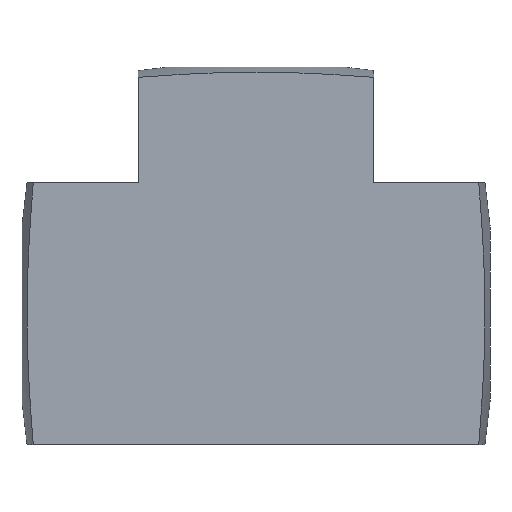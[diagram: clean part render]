
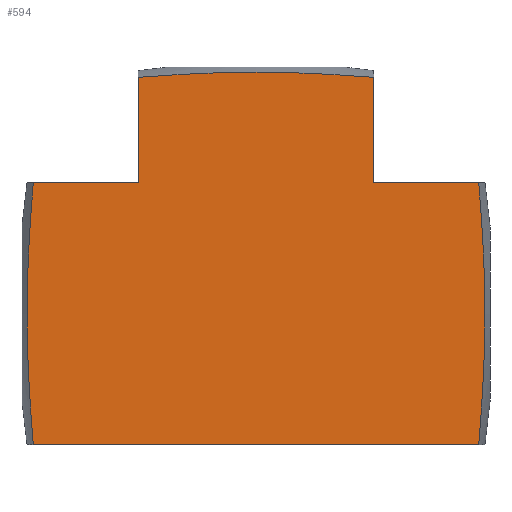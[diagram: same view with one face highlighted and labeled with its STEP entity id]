
A CAD part, left-side view. The second image highlights one B-rep face of the part: STEP entity #594.
In plain terms, the highlighted planar face has unit normal (-1, 0, 0).
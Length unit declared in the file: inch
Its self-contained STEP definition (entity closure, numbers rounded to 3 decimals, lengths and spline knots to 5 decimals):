
#263=CARTESIAN_POINT('',(-0.28,0.,-0.01069));
#264=VERTEX_POINT('',#263);
#271=CARTESIAN_POINT('',(-0.28,-0.2515,-0.02182));
#272=VERTEX_POINT('',#271);
#273=CARTESIAN_POINT('',(-0.28,-0.2515,-0.02182));
#274=CARTESIAN_POINT('',(-0.28,-0.10729,-0.01069));
#275=CARTESIAN_POINT('',(-0.28,0.,-0.01069));
#283=(BOUNDED_CURVE()B_SPLINE_CURVE(2,(#273,#274,#275),.UNSPECIFIED.,.F.,.U.)B_SPLINE_CURVE_WITH_KNOTS((3,3),(0.11671,0.41666),.UNSPECIFIED.)CURVE()GEOMETRIC_REPRESENTATION_ITEM()RATIONAL_B_SPLINE_CURVE((1.19,1.395,1.395))REPRESENTATION_ITEM(''));
#284=EDGE_CURVE('',#272,#264,#283,.T.);
#337=CARTESIAN_POINT('',(-0.28,-0.48913,-0.52682));
#338=VERTEX_POINT('',#337);
#345=CARTESIAN_POINT('',(-0.28,-0.47573,-0.80682));
#346=VERTEX_POINT('',#345);
#347=CARTESIAN_POINT('',(-0.28,-0.47573,-0.80682));
#348=CARTESIAN_POINT('',(-0.28,-0.48913,-0.6428));
#349=CARTESIAN_POINT('',(-0.28,-0.48913,-0.52682));
#357=(BOUNDED_CURVE()B_SPLINE_CURVE(2,(#347,#348,#349),.UNSPECIFIED.,.F.,.U.)B_SPLINE_CURVE_WITH_KNOTS((3,3),(0.0924,0.41666),.UNSPECIFIED.)CURVE()GEOMETRIC_REPRESENTATION_ITEM()RATIONAL_B_SPLINE_CURVE((1.156,1.395,1.395))REPRESENTATION_ITEM(''));
#358=EDGE_CURVE('',#346,#338,#357,.T.);
#396=CARTESIAN_POINT('',(-0.28,0.48913,-0.52682));
#397=VERTEX_POINT('',#396);
#434=CARTESIAN_POINT('',(-0.28,0.47573,-0.80682));
#435=VERTEX_POINT('',#434);
#449=CARTESIAN_POINT('',(-0.28,0.48913,-0.52682));
#450=CARTESIAN_POINT('',(-0.28,0.48913,-0.6428));
#451=CARTESIAN_POINT('',(-0.28,0.47573,-0.80682));
#459=(BOUNDED_CURVE()B_SPLINE_CURVE(2,(#449,#450,#451),.UNSPECIFIED.,.F.,.U.)B_SPLINE_CURVE_WITH_KNOTS((3,3),(0.41666,0.74092),.UNSPECIFIED.)CURVE()GEOMETRIC_REPRESENTATION_ITEM()RATIONAL_B_SPLINE_CURVE((1.395,1.395,1.156))REPRESENTATION_ITEM(''));
#460=EDGE_CURVE('',#397,#435,#459,.T.);
#471=CARTESIAN_POINT('',(-0.28,0.47573,-0.24682));
#472=VERTEX_POINT('',#471);
#473=CARTESIAN_POINT('',(-0.28,0.47573,-0.24682));
#474=CARTESIAN_POINT('',(-0.28,0.48913,-0.41084));
#475=CARTESIAN_POINT('',(-0.28,0.48913,-0.52682));
#483=(BOUNDED_CURVE()B_SPLINE_CURVE(2,(#473,#474,#475),.UNSPECIFIED.,.F.,.U.)B_SPLINE_CURVE_WITH_KNOTS((3,3),(0.0924,0.41666),.UNSPECIFIED.)CURVE()GEOMETRIC_REPRESENTATION_ITEM()RATIONAL_B_SPLINE_CURVE((1.156,1.395,1.395))REPRESENTATION_ITEM(''));
#484=EDGE_CURVE('',#472,#397,#483,.T.);
#519=CARTESIAN_POINT('',(-0.28,0.2515,-0.55682));
#520=DIRECTION('',(-1.0,0.0,0.0));
#521=DIRECTION('',(0.0,-1.0,0.0));
#522=AXIS2_PLACEMENT_3D('',#519,#520,#521);
#523=PLANE('',#522);
#524=ORIENTED_EDGE('',*,*,#484,.T.);
#525=ORIENTED_EDGE('',*,*,#460,.T.);
#526=CARTESIAN_POINT('',(-0.28,0.47573,-0.80682));
#527=DIRECTION('',(0.0,-1.0,0.0));
#528=VECTOR('',#527,0.95146);
#529=LINE('',#526,#528);
#530=EDGE_CURVE('',#435,#346,#529,.T.);
#531=ORIENTED_EDGE('',*,*,#530,.T.);
#532=ORIENTED_EDGE('',*,*,#358,.T.);
#533=CARTESIAN_POINT('',(-0.28,-0.47573,-0.24682));
#534=VERTEX_POINT('',#533);
#535=CARTESIAN_POINT('',(-0.28,-0.48913,-0.52682));
#536=CARTESIAN_POINT('',(-0.28,-0.48913,-0.41084));
#537=CARTESIAN_POINT('',(-0.28,-0.47573,-0.24682));
#545=(BOUNDED_CURVE()B_SPLINE_CURVE(2,(#535,#536,#537),.UNSPECIFIED.,.F.,.U.)B_SPLINE_CURVE_WITH_KNOTS((3,3),(0.41666,0.74092),.UNSPECIFIED.)CURVE()GEOMETRIC_REPRESENTATION_ITEM()RATIONAL_B_SPLINE_CURVE((1.395,1.395,1.156))REPRESENTATION_ITEM(''));
#546=EDGE_CURVE('',#338,#534,#545,.T.);
#547=ORIENTED_EDGE('',*,*,#546,.T.);
#548=CARTESIAN_POINT('',(-0.28,-0.2515,-0.24682));
#549=VERTEX_POINT('',#548);
#550=CARTESIAN_POINT('',(-0.28,-0.2515,-0.24682));
#551=DIRECTION('',(0.0,-1.0,0.0));
#552=VECTOR('',#551,0.22423);
#553=LINE('',#550,#552);
#554=EDGE_CURVE('',#549,#534,#553,.T.);
#555=ORIENTED_EDGE('',*,*,#554,.F.);
#556=CARTESIAN_POINT('',(-0.28,-0.2515,-0.24682));
#557=DIRECTION('',(0.0,0.0,1.0));
#558=VECTOR('',#557,0.225);
#559=LINE('',#556,#558);
#560=EDGE_CURVE('',#549,#272,#559,.T.);
#561=ORIENTED_EDGE('',*,*,#560,.T.);
#562=ORIENTED_EDGE('',*,*,#284,.T.);
#563=CARTESIAN_POINT('',(-0.28,0.2515,-0.02182));
#564=VERTEX_POINT('',#563);
#565=CARTESIAN_POINT('',(-0.28,0.,-0.01069));
#566=CARTESIAN_POINT('',(-0.28,0.10729,-0.01069));
#567=CARTESIAN_POINT('',(-0.28,0.2515,-0.02182));
#575=(BOUNDED_CURVE()B_SPLINE_CURVE(2,(#565,#566,#567),.UNSPECIFIED.,.F.,.U.)B_SPLINE_CURVE_WITH_KNOTS((3,3),(0.41666,0.71662),.UNSPECIFIED.)CURVE()GEOMETRIC_REPRESENTATION_ITEM()RATIONAL_B_SPLINE_CURVE((1.395,1.395,1.19))REPRESENTATION_ITEM(''));
#576=EDGE_CURVE('',#264,#564,#575,.T.);
#577=ORIENTED_EDGE('',*,*,#576,.T.);
#578=CARTESIAN_POINT('',(-0.28,0.2515,-0.24682));
#579=VERTEX_POINT('',#578);
#580=CARTESIAN_POINT('',(-0.28,0.2515,-0.02182));
#581=DIRECTION('',(0.0,0.0,-1.0));
#582=VECTOR('',#581,0.225);
#583=LINE('',#580,#582);
#584=EDGE_CURVE('',#564,#579,#583,.T.);
#585=ORIENTED_EDGE('',*,*,#584,.T.);
#586=CARTESIAN_POINT('',(-0.28,0.47573,-0.24682));
#587=DIRECTION('',(0.0,-1.0,0.0));
#588=VECTOR('',#587,0.22423);
#589=LINE('',#586,#588);
#590=EDGE_CURVE('',#472,#579,#589,.T.);
#591=ORIENTED_EDGE('',*,*,#590,.F.);
#592=EDGE_LOOP('',(#524,#525,#531,#532,#547,#555,#561,#562,#577,#585,#591));
#593=FACE_OUTER_BOUND('',#592,.T.);
#594=ADVANCED_FACE('',(#593),#523,.T.);
